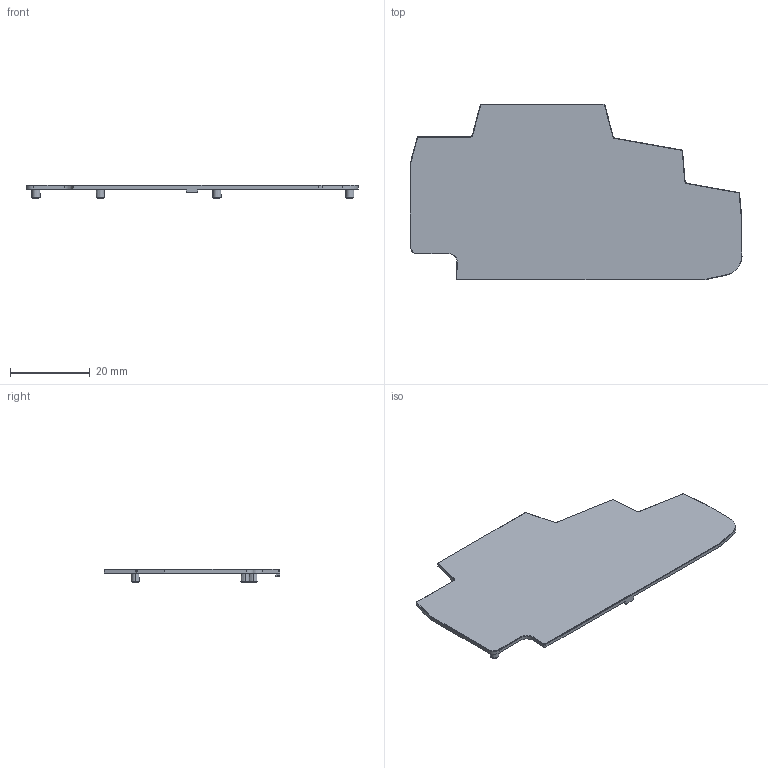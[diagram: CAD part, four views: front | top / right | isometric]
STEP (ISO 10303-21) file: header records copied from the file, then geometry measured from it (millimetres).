
FILE_DESCRIPTION (( 'STEP AP203' ), '1' );
FILE_NAME ('KN-PEC25-13-25.step', '2025-04-29T14:28:06', ( '' ), ( '' ), 'SwSTEP 2.0', 'SolidWorks 2024', '' );
FILE_SCHEMA (( 'CONFIG_CONTROL_DESIGN' ));
Length unit declared in the file: inch
Products named in the file (1): KN-PEC25-13-25
Bounding box: 83.23 x 44.06 x 3.5 mm (x, y, z)
Volume: 2973.4 mm3; surface area: 6189.3 mm2
Topology: 1 solids, 1 shells, 92 faces, 247 edges, 162 vertices
Faces by surface type: plane 41, cylinder 35, cone 16
Entity records: 2980 total; most frequent: DIRECTION 527, CARTESIAN_POINT 502, ORIENTED_EDGE 494, EDGE_CURVE 247, AXIS2_PLACEMENT_3D 187, VERTEX_POINT 162, LINE 153, VECTOR 153
